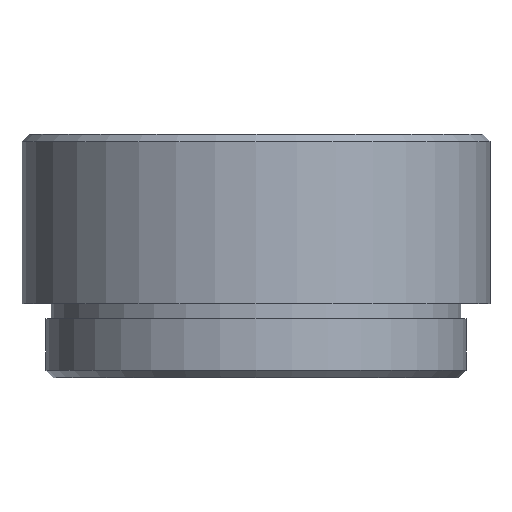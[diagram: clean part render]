
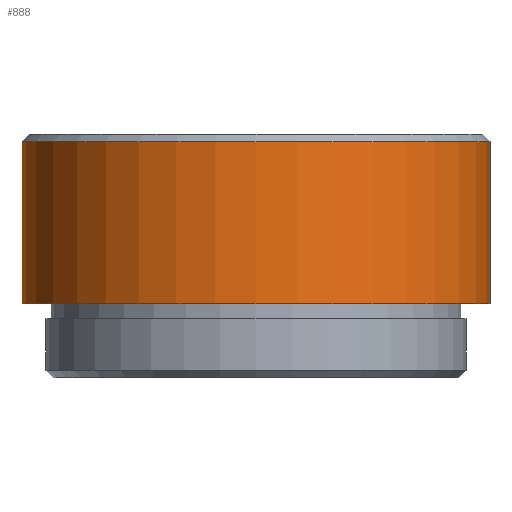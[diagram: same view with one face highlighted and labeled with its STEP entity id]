
A CAD part, front view. The second image highlights one B-rep face of the part: STEP entity #888.
In plain terms, the highlighted cylindrical face has radius 15.878 mm (diameter 31.756 mm), a partial arc.
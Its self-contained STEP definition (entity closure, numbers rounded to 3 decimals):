
#20 = DIRECTION ( 'NONE',  ( 0., 0., -1. ) ) ;
#179 = AXIS2_PLACEMENT_3D ( 'NONE', #1106, #587, #1637 ) ;
#225 = ORIENTED_EDGE ( 'NONE', *, *, #636, .T. ) ;
#284 = VERTEX_POINT ( 'NONE', #631 ) ;
#362 = DIRECTION ( 'NONE',  ( 0., 0., -1. ) ) ;
#389 = VECTOR ( 'NONE', #1627, 1000. ) ;
#504 = CARTESIAN_POINT ( 'NONE',  ( 0., 0., 16. ) ) ;
#531 = CARTESIAN_POINT ( 'NONE',  ( -15.878, 0., 5. ) ) ;
#556 = ORIENTED_EDGE ( 'NONE', *, *, #743, .F. ) ;
#577 = CYLINDRICAL_SURFACE ( 'NONE', #1076, 15.878 ) ;
#579 = LINE ( 'NONE', #1112, #389 ) ;
#587 = DIRECTION ( 'NONE',  ( 0., 0., -1. ) ) ;
#631 = CARTESIAN_POINT ( 'NONE',  ( 15.878, 0., 16. ) ) ;
#636 = EDGE_CURVE ( 'NONE', #1263, #1698, #579, .T. ) ;
#651 = CARTESIAN_POINT ( 'NONE',  ( 15.878, 0., 5. ) ) ;
#743 = EDGE_CURVE ( 'NONE', #284, #1089, #1169, .T. ) ;
#761 = DIRECTION ( 'NONE',  ( 0., 0., -1. ) ) ;
#800 = DIRECTION ( 'NONE',  ( 1., 0., 0. ) ) ;
#842 = AXIS2_PLACEMENT_3D ( 'NONE', #504, #362, #800 ) ;
#888 = ADVANCED_FACE ( 'NONE', ( #1477 ), #577, .T. ) ;
#986 = EDGE_LOOP ( 'NONE', ( #556, #1040, #225, #1590 ) ) ;
#1040 = ORIENTED_EDGE ( 'NONE', *, *, #1188, .T. ) ;
#1076 = AXIS2_PLACEMENT_3D ( 'NONE', #1468, #20, #1325 ) ;
#1089 = VERTEX_POINT ( 'NONE', #651 ) ;
#1101 = CIRCLE ( 'NONE', #179, 15.878 ) ;
#1106 = CARTESIAN_POINT ( 'NONE',  ( 0., 0., 5. ) ) ;
#1112 = CARTESIAN_POINT ( 'NONE',  ( -15.878, 0., 16.5 ) ) ;
#1169 = LINE ( 'NONE', #1321, #1204 ) ;
#1188 = EDGE_CURVE ( 'NONE', #284, #1263, #1537, .T. ) ;
#1204 = VECTOR ( 'NONE', #761, 1000. ) ;
#1263 = VERTEX_POINT ( 'NONE', #1696 ) ;
#1321 = CARTESIAN_POINT ( 'NONE',  ( 15.878, 0., 16.5 ) ) ;
#1325 = DIRECTION ( 'NONE',  ( -1., 0., 0. ) ) ;
#1468 = CARTESIAN_POINT ( 'NONE',  ( 0., 0., 16.5 ) ) ;
#1473 = EDGE_CURVE ( 'NONE', #1089, #1698, #1101, .T. ) ;
#1477 = FACE_OUTER_BOUND ( 'NONE', #986, .T. ) ;
#1537 = CIRCLE ( 'NONE', #842, 15.878 ) ;
#1590 = ORIENTED_EDGE ( 'NONE', *, *, #1473, .F. ) ;
#1627 = DIRECTION ( 'NONE',  ( 0., 0., -1. ) ) ;
#1637 = DIRECTION ( 'NONE',  ( -1., 0., 0. ) ) ;
#1696 = CARTESIAN_POINT ( 'NONE',  ( -15.878, 0., 16. ) ) ;
#1698 = VERTEX_POINT ( 'NONE', #531 ) ;
